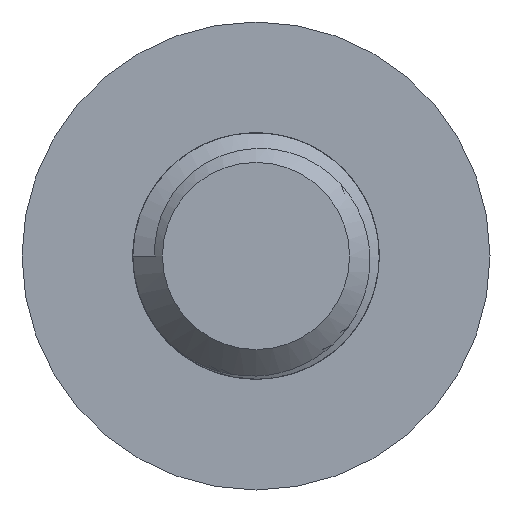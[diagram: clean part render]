
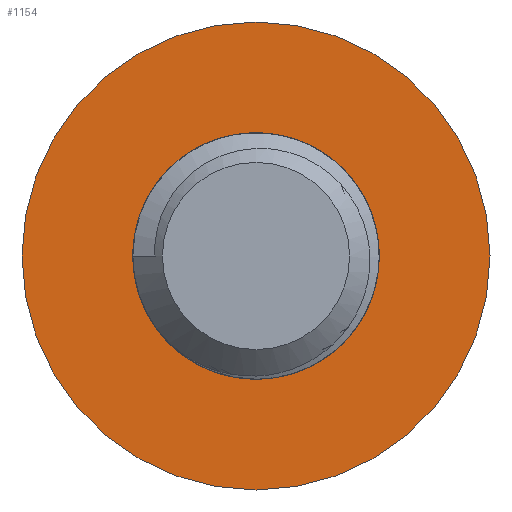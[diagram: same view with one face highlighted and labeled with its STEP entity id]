
A CAD part, left-side view. The second image highlights one B-rep face of the part: STEP entity #1154.
In plain terms, the highlighted face is planar.
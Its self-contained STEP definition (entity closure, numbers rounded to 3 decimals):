
#23=PLANE('',#1250);
#35=FACE_BOUND('',#220,.T.);
#86=CIRCLE('',#1211,2.5);
#87=CIRCLE('',#1213,2.5);
#90=CIRCLE('',#1236,4.75);
#99=CIRCLE('',#1251,2.5);
#149=FACE_OUTER_BOUND('',#219,.T.);
#219=EDGE_LOOP('',(#903));
#220=EDGE_LOOP('',(#904,#905,#906));
#470=VERTEX_POINT('',#2312);
#472=VERTEX_POINT('',#2315);
#475=VERTEX_POINT('',#2346);
#515=VERTEX_POINT('',#3746);
#603=EDGE_CURVE('',#470,#472,#86,.T.);
#607=EDGE_CURVE('',#472,#475,#87,.T.);
#667=EDGE_CURVE('',#515,#515,#90,.T.);
#682=EDGE_CURVE('',#475,#470,#99,.T.);
#903=ORIENTED_EDGE('',*,*,#667,.F.);
#904=ORIENTED_EDGE('',*,*,#607,.F.);
#905=ORIENTED_EDGE('',*,*,#603,.F.);
#906=ORIENTED_EDGE('',*,*,#682,.F.);
#1154=ADVANCED_FACE('',(#149,#35),#23,.F.);
#1211=AXIS2_PLACEMENT_3D('',#2316,#1344,#1345);
#1213=AXIS2_PLACEMENT_3D('',#2347,#1349,#1350);
#1236=AXIS2_PLACEMENT_3D('',#3748,#1414,#1415);
#1250=AXIS2_PLACEMENT_3D('',#3870,#1444,#1445);
#1251=AXIS2_PLACEMENT_3D('',#3871,#1446,#1447);
#1344=DIRECTION('center_axis',(0.,0.,-1.));
#1345=DIRECTION('ref_axis',(1.,0.,0.));
#1349=DIRECTION('center_axis',(0.,0.,-1.));
#1350=DIRECTION('ref_axis',(1.,0.,0.));
#1414=DIRECTION('center_axis',(0.,0.,1.));
#1415=DIRECTION('ref_axis',(1.,0.,0.));
#1444=DIRECTION('center_axis',(0.,0.,1.));
#1445=DIRECTION('ref_axis',(1.,0.,0.));
#1446=DIRECTION('center_axis',(0.,0.,-1.));
#1447=DIRECTION('ref_axis',(1.,0.,0.));
#2312=CARTESIAN_POINT('',(0.,-2.5,-2.75));
#2315=CARTESIAN_POINT('',(-2.5,0.,-2.75));
#2316=CARTESIAN_POINT('Origin',(0.,0.,-2.75));
#2346=CARTESIAN_POINT('',(-1.768,1.768,-2.75));
#2347=CARTESIAN_POINT('Origin',(0.,0.,-2.75));
#3746=CARTESIAN_POINT('',(-4.75,0.,-2.75));
#3748=CARTESIAN_POINT('Origin',(0.,0.,-2.75));
#3870=CARTESIAN_POINT('Origin',(0.,-4.75,-2.75));
#3871=CARTESIAN_POINT('Origin',(0.,0.,-2.75));
